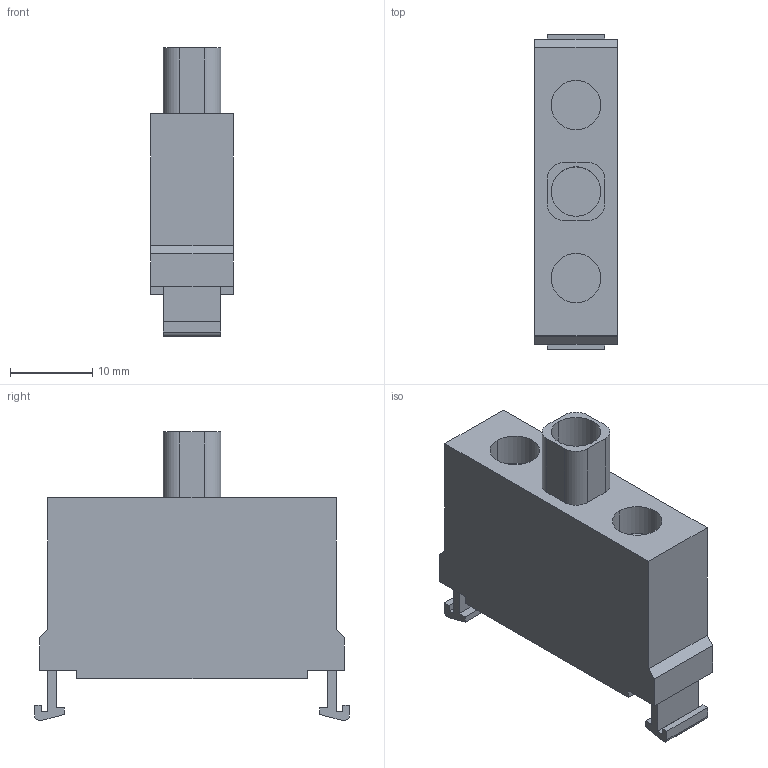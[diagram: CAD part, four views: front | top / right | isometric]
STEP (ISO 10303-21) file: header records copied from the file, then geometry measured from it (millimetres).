
FILE_DESCRIPTION((''),'2;1');
FILE_NAME('3d_LPXLPBB8.stp','2013-11-21T07:21:25',(''),(''),'Mechanical Desktop 2011','Mechanical Desktop 2011',', , ');
FILE_SCHEMA(('CONFIG_CONTROL_DESIGN'));
Length unit declared in the file: millimetre
Products named in the file (1): Product
Bounding box: 10 x 38.2 x 35 mm (x, y, z)
Volume: 7755 mm3; surface area: 3497.2 mm2
Topology: 1 solids, 1 shells, 58 faces, 150 edges, 100 vertices
Faces by surface type: plane 46, cylinder 12
Entity records: 1853 total; most frequent: CARTESIAN_POINT 309, ORIENTED_EDGE 300, DIRECTION 292, EDGE_CURVE 150, VECTOR 126, LINE 126, VERTEX_POINT 100, AXIS2_PLACEMENT_3D 83
